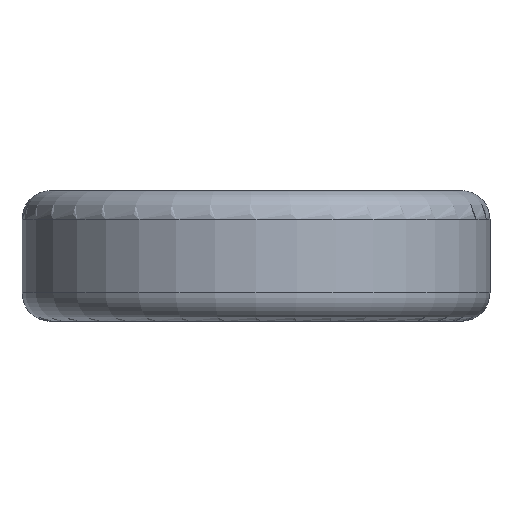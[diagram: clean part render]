
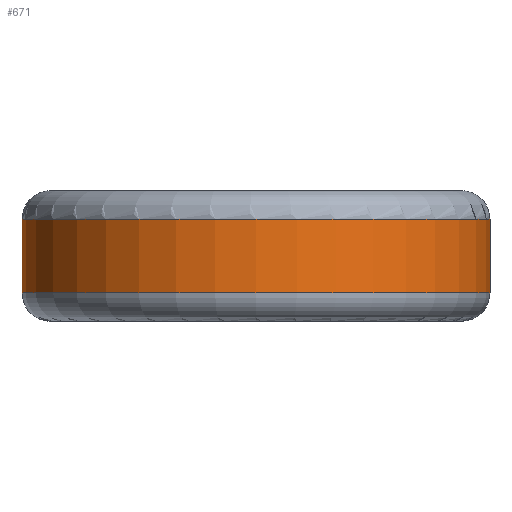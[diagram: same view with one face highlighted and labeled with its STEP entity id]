
A CAD part, front view. The second image highlights one B-rep face of the part: STEP entity #671.
In plain terms, the highlighted cylindrical face has radius 8.25 mm (diameter 16.5 mm), a partial arc.
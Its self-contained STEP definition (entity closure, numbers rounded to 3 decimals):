
#39=CARTESIAN_POINT('',(0.,0.,3.6));
#40=DIRECTION('',(0.,0.,1.));
#41=DIRECTION('',(-1.,0.,0.));
#42=AXIS2_PLACEMENT_3D('',#39,#40,#41);
#44=CARTESIAN_POINT('',(0.,0.,1.));
#45=DIRECTION('',(0.,0.,-1.));
#46=DIRECTION('',(1.,0.,0.));
#47=AXIS2_PLACEMENT_3D('',#44,#45,#46);
#49=DIRECTION('',(0.,0.,1.));
#50=VECTOR('',#49,2.6);
#51=CARTESIAN_POINT('',(-8.25,0.,1.));
#52=LINE('',#51,#50);
#163=DIRECTION('',(0.,0.,1.));
#164=VECTOR('',#163,2.6);
#165=CARTESIAN_POINT('',(8.25,0.,1.));
#166=LINE('',#165,#164);
#597=CARTESIAN_POINT('',(-8.25,0.,3.6));
#598=CARTESIAN_POINT('',(8.25,0.,3.6));
#599=VERTEX_POINT('',#597);
#600=VERTEX_POINT('',#598);
#603=CARTESIAN_POINT('',(8.25,0.,1.));
#604=CARTESIAN_POINT('',(-8.25,0.,1.));
#605=VERTEX_POINT('',#603);
#606=VERTEX_POINT('',#604);
#657=CARTESIAN_POINT('',(0.,0.,0.));
#658=DIRECTION('',(0.,0.,1.));
#659=DIRECTION('',(1.,0.,0.));
#660=AXIS2_PLACEMENT_3D('',#657,#658,#659);
#661=CYLINDRICAL_SURFACE('',#660,8.25);
#663=ORIENTED_EDGE('',*,*,#662,.T.);
#665=ORIENTED_EDGE('',*,*,#664,.F.);
#666=ORIENTED_EDGE('',*,*,#643,.T.);
#668=ORIENTED_EDGE('',*,*,#667,.T.);
#669=EDGE_LOOP('',(#663,#665,#666,#668));
#670=FACE_OUTER_BOUND('',#669,.F.);
#43=CIRCLE('',#42,8.25);
#48=CIRCLE('',#47,8.25);
#643=EDGE_CURVE('',#605,#606,#48,.T.);
#662=EDGE_CURVE('',#599,#600,#43,.T.);
#664=EDGE_CURVE('',#605,#600,#166,.T.);
#667=EDGE_CURVE('',#606,#599,#52,.T.);
#671=ADVANCED_FACE('',(#670),#661,.T.);
